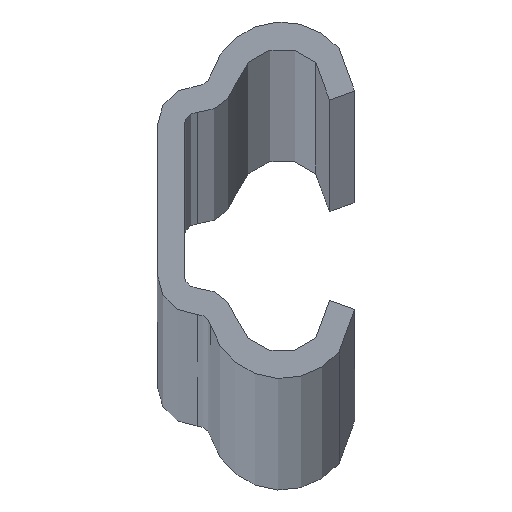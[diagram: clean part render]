
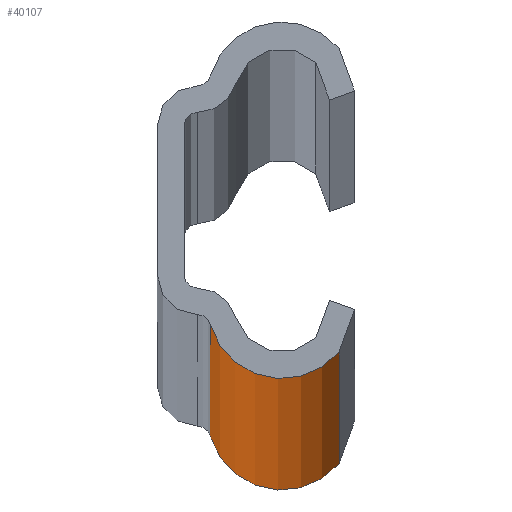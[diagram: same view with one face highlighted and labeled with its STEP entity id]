
A CAD part, top view. The second image highlights one B-rep face of the part: STEP entity #40107.
In plain terms, the highlighted cylindrical face has radius 7 mm (diameter 14 mm), a partial arc.
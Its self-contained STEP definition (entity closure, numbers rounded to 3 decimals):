
#191 = DIRECTION ( 'NONE',  ( 0., 0., 1. ) ) ;
#438 = DIRECTION ( 'NONE',  ( 0., 0., 1. ) ) ;
#683 = DIRECTION ( 'NONE',  ( 1., 0., 0. ) ) ;
#1851 = LINE ( 'NONE', #62653, #17402 ) ;
#2423 = CIRCLE ( 'NONE', #27058, 7. ) ;
#7349 = AXIS2_PLACEMENT_3D ( 'NONE', #28566, #191, #683 ) ;
#9493 = VERTEX_POINT ( 'NONE', #26632 ) ;
#12026 = CARTESIAN_POINT ( 'NONE',  ( 11.7, -9.75, 0. ) ) ;
#12789 = CARTESIAN_POINT ( 'NONE',  ( 4.965, -11.659, -6000. ) ) ;
#14156 = VECTOR ( 'NONE', #438, 1000. ) ;
#17402 = VECTOR ( 'NONE', #55936, 1000. ) ;
#23145 = LINE ( 'NONE', #51594, #14156 ) ;
#26632 = CARTESIAN_POINT ( 'NONE',  ( 17.062, -14.25, 0. ) ) ;
#27058 = AXIS2_PLACEMENT_3D ( 'NONE', #12026, #35725, #100102 ) ;
#27609 = DIRECTION ( 'NONE',  ( 1., 0., 0. ) ) ;
#27715 = ORIENTED_EDGE ( 'NONE', *, *, #94355, .F. ) ;
#28566 = CARTESIAN_POINT ( 'NONE',  ( 11.7, -9.75, -6000. ) ) ;
#28602 = EDGE_CURVE ( 'NONE', #74696, #50976, #63229, .T. ) ;
#28948 = EDGE_CURVE ( 'NONE', #97246, #9493, #2423, .T. ) ;
#29345 = ORIENTED_EDGE ( 'NONE', *, *, #28948, .F. ) ;
#35725 = DIRECTION ( 'NONE',  ( 0., 0., 1. ) ) ;
#36838 = FACE_OUTER_BOUND ( 'NONE', #48486, .T. ) ;
#40107 = ADVANCED_FACE ( 'NONE', ( #36838 ), #91994, .T. ) ;
#45799 = ORIENTED_EDGE ( 'NONE', *, *, #94693, .T. ) ;
#48486 = EDGE_LOOP ( 'NONE', ( #29345, #27715, #58107, #45799 ) ) ;
#50976 = VERTEX_POINT ( 'NONE', #54277 ) ;
#51594 = CARTESIAN_POINT ( 'NONE',  ( 4.965, -11.659, -6000. ) ) ;
#52799 = CARTESIAN_POINT ( 'NONE',  ( 11.7, -9.75, -6000. ) ) ;
#54277 = CARTESIAN_POINT ( 'NONE',  ( 17.062, -14.25, -6000. ) ) ;
#55936 = DIRECTION ( 'NONE',  ( 0., 0., 1. ) ) ;
#58107 = ORIENTED_EDGE ( 'NONE', *, *, #28602, .T. ) ;
#62653 = CARTESIAN_POINT ( 'NONE',  ( 17.062, -14.25, -6000. ) ) ;
#63229 = CIRCLE ( 'NONE', #7349, 7. ) ;
#74696 = VERTEX_POINT ( 'NONE', #12789 ) ;
#84264 = DIRECTION ( 'NONE',  ( 0., 0., 1. ) ) ;
#89093 = AXIS2_PLACEMENT_3D ( 'NONE', #52799, #84264, #27609 ) ;
#91994 = CYLINDRICAL_SURFACE ( 'NONE', #89093, 7. ) ;
#94355 = EDGE_CURVE ( 'NONE', #74696, #97246, #23145, .T. ) ;
#94693 = EDGE_CURVE ( 'NONE', #50976, #9493, #1851, .T. ) ;
#97246 = VERTEX_POINT ( 'NONE', #101329 ) ;
#100102 = DIRECTION ( 'NONE',  ( 1., 0., 0. ) ) ;
#101329 = CARTESIAN_POINT ( 'NONE',  ( 4.965, -11.659, 0. ) ) ;
